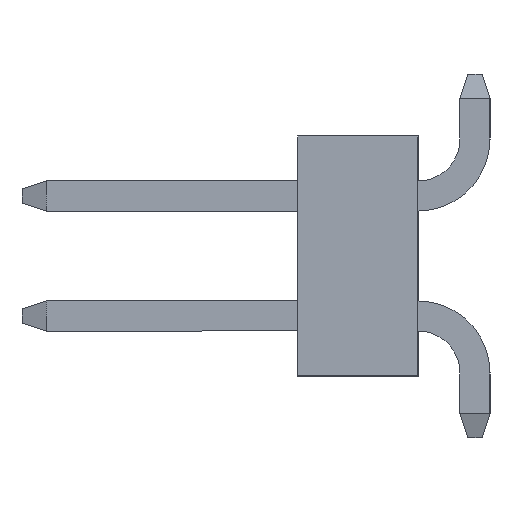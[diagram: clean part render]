
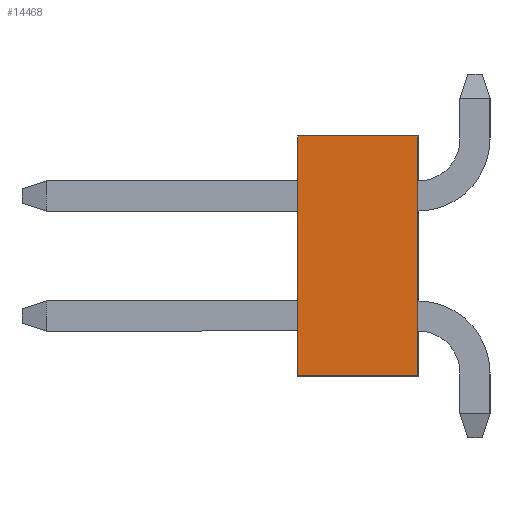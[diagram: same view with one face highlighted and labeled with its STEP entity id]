
A CAD part, left-side view. The second image highlights one B-rep face of the part: STEP entity #14468.
In plain terms, the highlighted planar face has unit normal (-1, 0, 0).
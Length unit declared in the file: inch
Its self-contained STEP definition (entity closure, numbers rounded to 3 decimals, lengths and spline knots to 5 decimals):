
#141 = PLANE ( 'NONE',  #35890 ) ;
#212 = FACE_OUTER_BOUND ( 'NONE', #1053, .T. ) ;
#1053 = EDGE_LOOP ( 'NONE', ( #32594, #22013, #39639, #32666 ) ) ;
#2288 = CARTESIAN_POINT ( 'NONE',  ( -0.65, 0.06, -0.1 ) ) ;
#2927 = VECTOR ( 'NONE', #24017, 39.37008 ) ;
#3394 = LINE ( 'NONE', #41808, #38699 ) ;
#3677 = VECTOR ( 'NONE', #30762, 39.37008 ) ;
#3946 = CARTESIAN_POINT ( 'NONE',  ( -0.65, 0.16, 0.1 ) ) ;
#7276 = DIRECTION ( 'NONE',  ( 0., 0., 1. ) ) ;
#7381 = CARTESIAN_POINT ( 'NONE',  ( -0.65, 0.16, 0.1 ) ) ;
#7387 = CARTESIAN_POINT ( 'NONE',  ( -0.65, 0.16, -0.1 ) ) ;
#8763 = EDGE_CURVE ( 'NONE', #20340, #10306, #20884, .T. ) ;
#10306 = VERTEX_POINT ( 'NONE', #12951 ) ;
#12951 = CARTESIAN_POINT ( 'NONE',  ( -0.65, 0.06, 0.1 ) ) ;
#14468 = ADVANCED_FACE ( 'NONE', ( #212 ), #141, .F. ) ;
#16227 = VERTEX_POINT ( 'NONE', #7387 ) ;
#17566 = EDGE_CURVE ( 'NONE', #16227, #20340, #34782, .T. ) ;
#20340 = VERTEX_POINT ( 'NONE', #34126 ) ;
#20884 = LINE ( 'NONE', #3946, #2927 ) ;
#22013 = ORIENTED_EDGE ( 'NONE', *, *, #8763, .F. ) ;
#23928 = DIRECTION ( 'NONE',  ( 0., 0., -1. ) ) ;
#24017 = DIRECTION ( 'NONE',  ( 0., -1., 0. ) ) ;
#24331 = CARTESIAN_POINT ( 'NONE',  ( -0.65, 0.16, -0.1 ) ) ;
#30562 = VECTOR ( 'NONE', #7276, 39.37008 ) ;
#30662 = DIRECTION ( 'NONE',  ( 1., 0., 0. ) ) ;
#30762 = DIRECTION ( 'NONE',  ( 0., -1., 0. ) ) ;
#32594 = ORIENTED_EDGE ( 'NONE', *, *, #43574, .T. ) ;
#32666 = ORIENTED_EDGE ( 'NONE', *, *, #36175, .T. ) ;
#34126 = CARTESIAN_POINT ( 'NONE',  ( -0.65, 0.16, 0.1 ) ) ;
#34782 = LINE ( 'NONE', #41011, #30562 ) ;
#35890 = AXIS2_PLACEMENT_3D ( 'NONE', #7381, #30662, #23928 ) ;
#36175 = EDGE_CURVE ( 'NONE', #16227, #41311, #37948, .T. ) ;
#37948 = LINE ( 'NONE', #24331, #3677 ) ;
#38425 = DIRECTION ( 'NONE',  ( 0., 0., 1. ) ) ;
#38699 = VECTOR ( 'NONE', #38425, 39.37008 ) ;
#39639 = ORIENTED_EDGE ( 'NONE', *, *, #17566, .F. ) ;
#41011 = CARTESIAN_POINT ( 'NONE',  ( -0.65, 0.16, 0.1 ) ) ;
#41311 = VERTEX_POINT ( 'NONE', #2288 ) ;
#41808 = CARTESIAN_POINT ( 'NONE',  ( -0.65, 0.06, 0.1 ) ) ;
#43574 = EDGE_CURVE ( 'NONE', #41311, #10306, #3394, .T. ) ;
